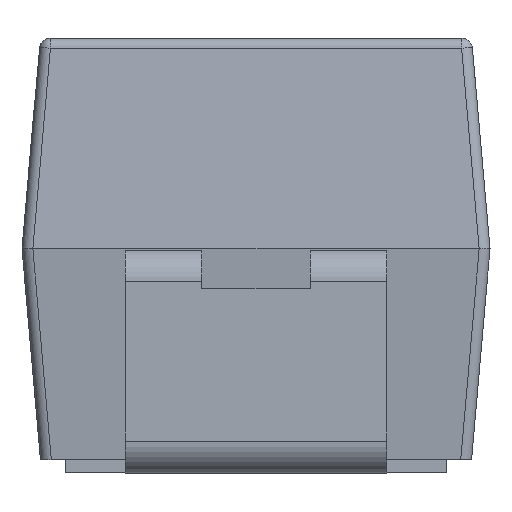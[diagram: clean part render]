
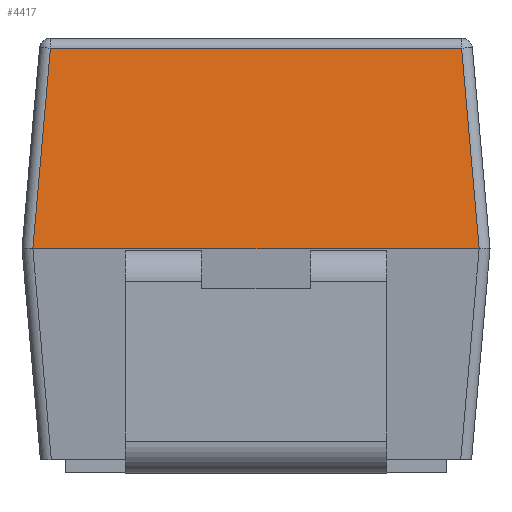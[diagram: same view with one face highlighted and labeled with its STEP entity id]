
A CAD part, left-side view. The second image highlights one B-rep face of the part: STEP entity #4417.
In plain terms, the highlighted planar face has unit normal (-0.996, 0, 0.087).
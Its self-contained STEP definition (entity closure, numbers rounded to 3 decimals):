
#413 = DIRECTION ( 'NONE',  ( 0., 1., 0. ) ) ;
#1881 = CARTESIAN_POINT ( 'NONE',  ( -3.45, 2.05, 0. ) ) ;
#1898 = EDGE_CURVE ( 'NONE', #10501, #5581, #7078, .T. ) ;
#1914 = EDGE_CURVE ( 'NONE', #5581, #11668, #11361, .T. ) ;
#2152 = VECTOR ( 'NONE', #7149, 1000. ) ;
#2347 = FACE_OUTER_BOUND ( 'NONE', #6251, .T. ) ;
#2425 = CARTESIAN_POINT ( 'NONE',  ( -3.45, 2.15, 0. ) ) ;
#2884 = EDGE_CURVE ( 'NONE', #11668, #6635, #12137, .T. ) ;
#3480 = ORIENTED_EDGE ( 'NONE', *, *, #13842, .T. ) ;
#4417 = ADVANCED_FACE ( 'NONE', ( #2347 ), #8998, .T. ) ;
#4702 = DIRECTION ( 'NONE',  ( 0., -1., 0. ) ) ;
#5563 = VECTOR ( 'NONE', #5654, 1000. ) ;
#5581 = VERTEX_POINT ( 'NONE', #8315 ) ;
#5654 = DIRECTION ( 'NONE',  ( -0.087, 0.087, -0.992 ) ) ;
#6251 = EDGE_LOOP ( 'NONE', ( #7265, #9778, #3480, #9670 ) ) ;
#6623 = CARTESIAN_POINT ( 'NONE',  ( -3.45, 2.15, 0. ) ) ;
#6635 = VERTEX_POINT ( 'NONE', #1881 ) ;
#7078 = LINE ( 'NONE', #9448, #2152 ) ;
#7149 = DIRECTION ( 'NONE',  ( 0.087, 0.087, 0.992 ) ) ;
#7265 = ORIENTED_EDGE ( 'NONE', *, *, #1914, .T. ) ;
#7719 = LINE ( 'NONE', #6623, #9648 ) ;
#7743 = DIRECTION ( 'NONE',  ( -0.996, 0., 0.087 ) ) ;
#8315 = CARTESIAN_POINT ( 'NONE',  ( -3.289, -1.889, 1.844 ) ) ;
#8349 = AXIS2_PLACEMENT_3D ( 'NONE', #2425, #7743, #10021 ) ;
#8998 = PLANE ( 'NONE',  #8349 ) ;
#9448 = CARTESIAN_POINT ( 'NONE',  ( -3.418, -2.019, 0.362 ) ) ;
#9505 = CARTESIAN_POINT ( 'NONE',  ( -3.289, 1.889, 1.844 ) ) ;
#9648 = VECTOR ( 'NONE', #4702, 1000. ) ;
#9670 = ORIENTED_EDGE ( 'NONE', *, *, #1898, .T. ) ;
#9778 = ORIENTED_EDGE ( 'NONE', *, *, #2884, .T. ) ;
#9791 = VECTOR ( 'NONE', #413, 1000. ) ;
#10021 = DIRECTION ( 'NONE',  ( 0.087, 0., 0.996 ) ) ;
#10501 = VERTEX_POINT ( 'NONE', #12999 ) ;
#10600 = CARTESIAN_POINT ( 'NONE',  ( -3.289, 1.981, 1.844 ) ) ;
#11361 = LINE ( 'NONE', #10600, #9791 ) ;
#11668 = VERTEX_POINT ( 'NONE', #9505 ) ;
#12137 = LINE ( 'NONE', #13498, #5563 ) ;
#12999 = CARTESIAN_POINT ( 'NONE',  ( -3.45, -2.05, 0. ) ) ;
#13498 = CARTESIAN_POINT ( 'NONE',  ( -3.451, 2.051, -0.009 ) ) ;
#13842 = EDGE_CURVE ( 'NONE', #6635, #10501, #7719, .T. ) ;
